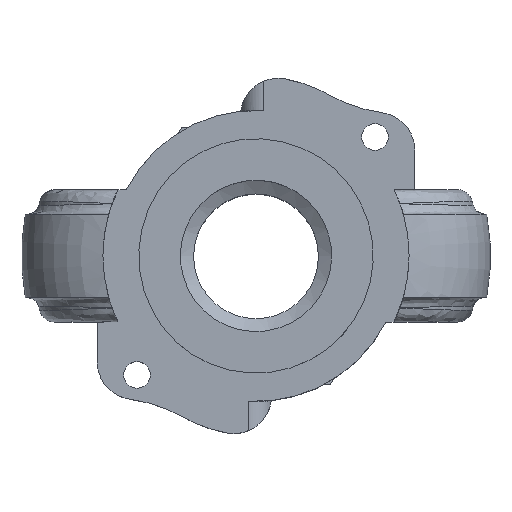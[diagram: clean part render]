
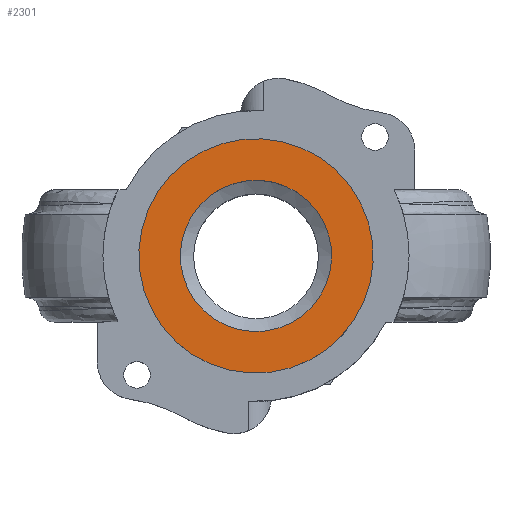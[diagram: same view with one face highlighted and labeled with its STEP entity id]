
A CAD part, top view. The second image highlights one B-rep face of the part: STEP entity #2301.
In plain terms, the highlighted planar face has unit normal (0, 0, 1).
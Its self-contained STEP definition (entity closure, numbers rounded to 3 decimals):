
#50=FACE_BOUND('',#587,.T.);
#324=PLANE('',#2533);
#456=FACE_OUTER_BOUND('',#586,.T.);
#586=EDGE_LOOP('',(#2049,#2050));
#587=EDGE_LOOP('',(#2051,#2052));
#707=CIRCLE('',#2528,10.);
#708=CIRCLE('',#2529,10.);
#711=CIRCLE('',#2534,15.5);
#712=CIRCLE('',#2535,15.5);
#1046=VERTEX_POINT('',#5755);
#1047=VERTEX_POINT('',#5757);
#1048=VERTEX_POINT('',#5764);
#1049=VERTEX_POINT('',#5765);
#1379=EDGE_CURVE('',#1047,#1046,#707,.T.);
#1380=EDGE_CURVE('',#1046,#1047,#708,.T.);
#1383=EDGE_CURVE('',#1048,#1049,#711,.T.);
#1384=EDGE_CURVE('',#1049,#1048,#712,.T.);
#2049=ORIENTED_EDGE('',*,*,#1383,.F.);
#2050=ORIENTED_EDGE('',*,*,#1384,.F.);
#2051=ORIENTED_EDGE('',*,*,#1379,.T.);
#2052=ORIENTED_EDGE('',*,*,#1380,.T.);
#2301=ADVANCED_FACE('',(#456,#50),#324,.T.);
#2528=AXIS2_PLACEMENT_3D('',#5758,#3048,#3049);
#2529=AXIS2_PLACEMENT_3D('',#5759,#3050,#3051);
#2533=AXIS2_PLACEMENT_3D('',#5763,#3058,#3059);
#2534=AXIS2_PLACEMENT_3D('',#5766,#3060,#3061);
#2535=AXIS2_PLACEMENT_3D('',#5767,#3062,#3063);
#3048=DIRECTION('center_axis',(0.,0.,
-1.));
#3049=DIRECTION('ref_axis',(0.054,0.999,0.));
#3050=DIRECTION('center_axis',(0.,0.,
-1.));
#3051=DIRECTION('ref_axis',(0.054,0.999,0.));
#3058=DIRECTION('center_axis',(0.,0.,
1.));
#3059=DIRECTION('ref_axis',(0.999,-0.054,0.));
#3060=DIRECTION('center_axis',(0.,0.,
-1.));
#3061=DIRECTION('ref_axis',(0.054,0.999,0.));
#3062=DIRECTION('center_axis',(0.,0.,
-1.));
#3063=DIRECTION('ref_axis',(0.054,0.999,0.));
#5755=CARTESIAN_POINT('',(-0.542,-9.985,0.872));
#5757=CARTESIAN_POINT('',(0.542,9.985,0.872));
#5758=CARTESIAN_POINT('Origin',(0.,0.,
0.872));
#5759=CARTESIAN_POINT('Origin',(0.,0.,
0.872));
#5763=CARTESIAN_POINT('Origin',(0.691,12.731,0.872));
#5764=CARTESIAN_POINT('',(0.84,15.477,0.872));
#5765=CARTESIAN_POINT('',(-0.84,-15.477,0.872));
#5766=CARTESIAN_POINT('Origin',(0.,0.,
0.872));
#5767=CARTESIAN_POINT('Origin',(0.,0.,
0.872));
